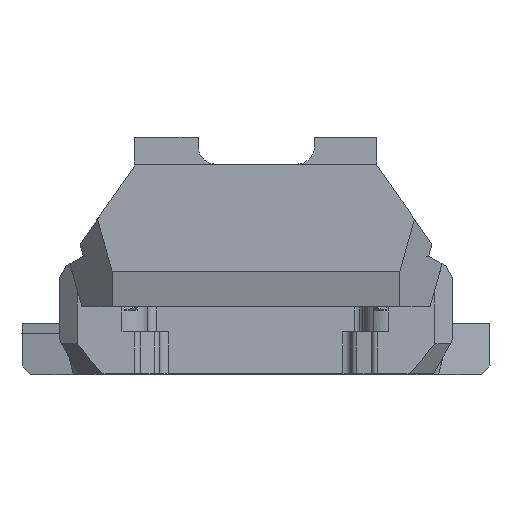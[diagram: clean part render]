
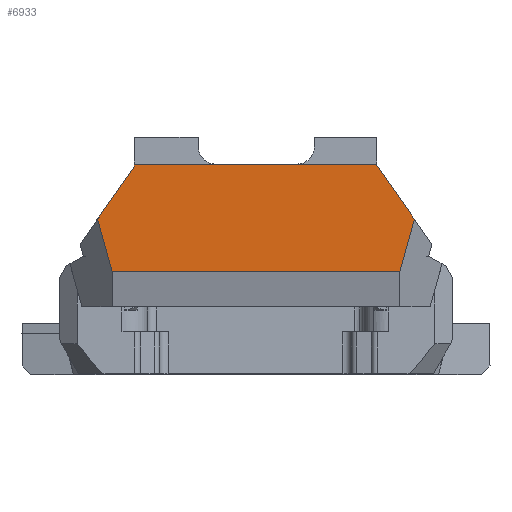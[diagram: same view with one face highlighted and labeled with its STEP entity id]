
A CAD part, top view. The second image highlights one B-rep face of the part: STEP entity #6933.
In plain terms, the highlighted face is planar.
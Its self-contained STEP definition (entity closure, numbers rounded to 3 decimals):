
#146=PLANE('',#7380);
#484=FACE_OUTER_BOUND('',#874,.T.);
#874=EDGE_LOOP('',(#5275,#5276,#5277,#5278,#5279,#5280,#5281,#5282));
#1516=LINE('',#16784,#2334);
#1522=LINE('',#16795,#2340);
#1524=LINE('',#16799,#2342);
#1559=LINE('',#18839,#2377);
#1578=LINE('',#18881,#2396);
#1596=LINE('',#18917,#2414);
#1597=LINE('',#18920,#2415);
#1598=LINE('',#18921,#2416);
#2334=VECTOR('',#8033,10.);
#2340=VECTOR('',#8041,10.);
#2342=VECTOR('',#8045,10.);
#2377=VECTOR('',#8156,10.);
#2396=VECTOR('',#8199,10.);
#2414=VECTOR('',#8231,10.);
#2415=VECTOR('',#8234,10.);
#2416=VECTOR('',#8235,10.);
#3211=VERTEX_POINT('',#16781);
#3212=VERTEX_POINT('',#16783);
#3215=VERTEX_POINT('',#16791);
#3217=VERTEX_POINT('',#16797);
#3255=VERTEX_POINT('',#18827);
#3271=VERTEX_POINT('',#18879);
#3282=VERTEX_POINT('',#18915);
#3283=VERTEX_POINT('',#18919);
#3920=EDGE_CURVE('',#3212,#3211,#1516,.F.);
#3926=EDGE_CURVE('',#3215,#3212,#1522,.F.);
#3928=EDGE_CURVE('',#3217,#3211,#1524,.T.);
#3996=EDGE_CURVE('',#3255,#3215,#1559,.T.);
#4017=EDGE_CURVE('',#3271,#3217,#1578,.T.);
#4035=EDGE_CURVE('',#3282,#3271,#1596,.F.);
#4036=EDGE_CURVE('',#3283,#3282,#1597,.T.);
#4037=EDGE_CURVE('',#3283,#3255,#1598,.T.);
#5275=ORIENTED_EDGE('',*,*,#3928,.F.);
#5276=ORIENTED_EDGE('',*,*,#4017,.F.);
#5277=ORIENTED_EDGE('',*,*,#4035,.F.);
#5278=ORIENTED_EDGE('',*,*,#4036,.F.);
#5279=ORIENTED_EDGE('',*,*,#4037,.T.);
#5280=ORIENTED_EDGE('',*,*,#3996,.T.);
#5281=ORIENTED_EDGE('',*,*,#3926,.T.);
#5282=ORIENTED_EDGE('',*,*,#3920,.T.);
#6933=ADVANCED_FACE('',(#484),#146,.T.);
#7380=AXIS2_PLACEMENT_3D('',#18918,#8232,#8233);
#8033=DIRECTION('',(0.,0.,-1.));
#8041=DIRECTION('',(0.574,0.,-0.819));
#8045=DIRECTION('',(1.,0.,0.));
#8156=DIRECTION('',(0.266,0.,0.964));
#8199=DIRECTION('',(0.,0.,1.));
#8231=DIRECTION('',(-0.574,0.,-0.819));
#8232=DIRECTION('center_axis',(0.,-1.,0.));
#8233=DIRECTION('ref_axis',(1.,0.,0.));
#8234=DIRECTION('',(-0.266,0.,0.964));
#8235=DIRECTION('',(1.,0.,0.));
#16781=CARTESIAN_POINT('',(15.799,-139.403,96.396));
#16783=CARTESIAN_POINT('',(15.799,-139.403,96.215));
#16784=CARTESIAN_POINT('',(15.799,-139.403,85.014));
#16791=CARTESIAN_POINT('',(20.171,-139.403,89.971));
#16795=CARTESIAN_POINT('',(29.279,-139.403,76.963));
#16797=CARTESIAN_POINT('',(-12.551,-139.403,96.396));
#16799=CARTESIAN_POINT('',(-14.232,-139.403,96.396));
#18827=CARTESIAN_POINT('',(18.472,-139.403,83.826));
#18839=CARTESIAN_POINT('',(17.47,-139.403,80.201));
#18879=CARTESIAN_POINT('',(-12.551,-139.403,96.113));
#18881=CARTESIAN_POINT('',(-12.551,-139.403,85.014));
#18915=CARTESIAN_POINT('',(-16.851,-139.403,89.971));
#18917=CARTESIAN_POINT('',(-25.96,-139.403,76.963));
#18918=CARTESIAN_POINT('Origin',(-19.54,-139.403,71.926));
#18919=CARTESIAN_POINT('',(-15.153,-139.403,83.826));
#18920=CARTESIAN_POINT('',(-14.151,-139.403,80.201));
#18921=CARTESIAN_POINT('',(20.056,-139.403,83.826));
